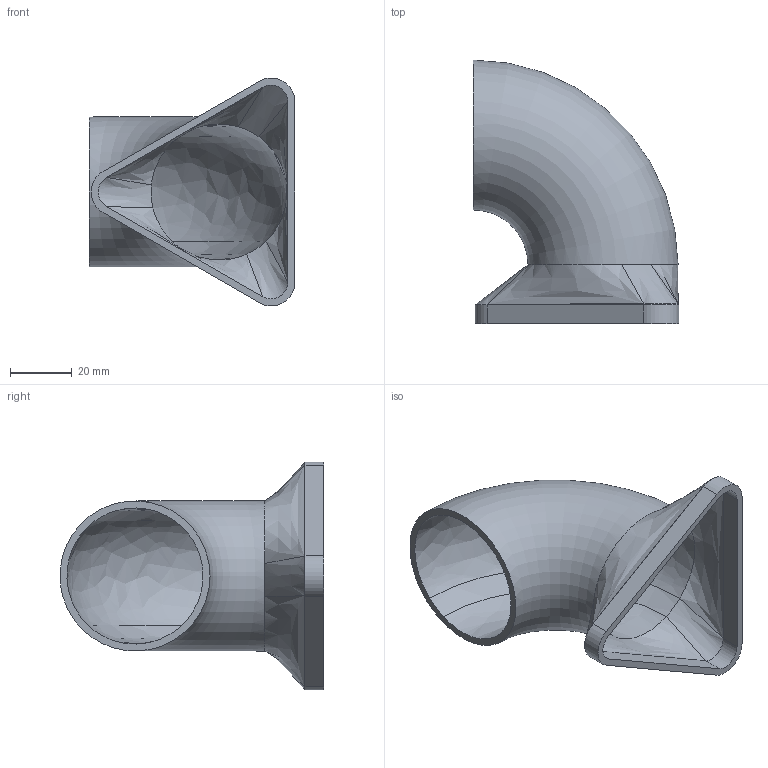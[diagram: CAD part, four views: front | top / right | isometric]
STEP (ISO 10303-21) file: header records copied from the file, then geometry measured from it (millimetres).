
FILE_DESCRIPTION(/* description */ (''),/* implementation_level */ '2;1');
FILE_NAME(/* name */ 'front.stp',/* time_stamp */ '2019-11-23T13:39:48-08:00',/* author */ ('sever'),/* organization */ (''),/* preprocessor_version */ 'ST-DEVELOPER v17',/* originating_system */ 'Autodesk Inventor 2019',/* authorisation */ '');
FILE_SCHEMA (('AUTOMOTIVE_DESIGN { 1 0 10303 214 3 1 1 }'));
Length unit declared in the file: inch
Products named in the file (1): front
Bounding box: 66.51 x 85.23 x 73.65 mm (x, y, z)
Volume: 29575.6 mm3; surface area: 27974.7 mm2
Topology: 1 solids, 1 shells, 41 faces, 98 edges, 59 vertices
Faces by surface type: bspline 18, plane 13, cylinder 6, cone 3, torus 1
Entity records: 2045 total; most frequent: CARTESIAN_POINT 1102, ORIENTED_EDGE 196, DIRECTION 175, EDGE_CURVE 98, AXIS2_PLACEMENT_3D 65, VERTEX_POINT 59, LINE 45, VECTOR 45
